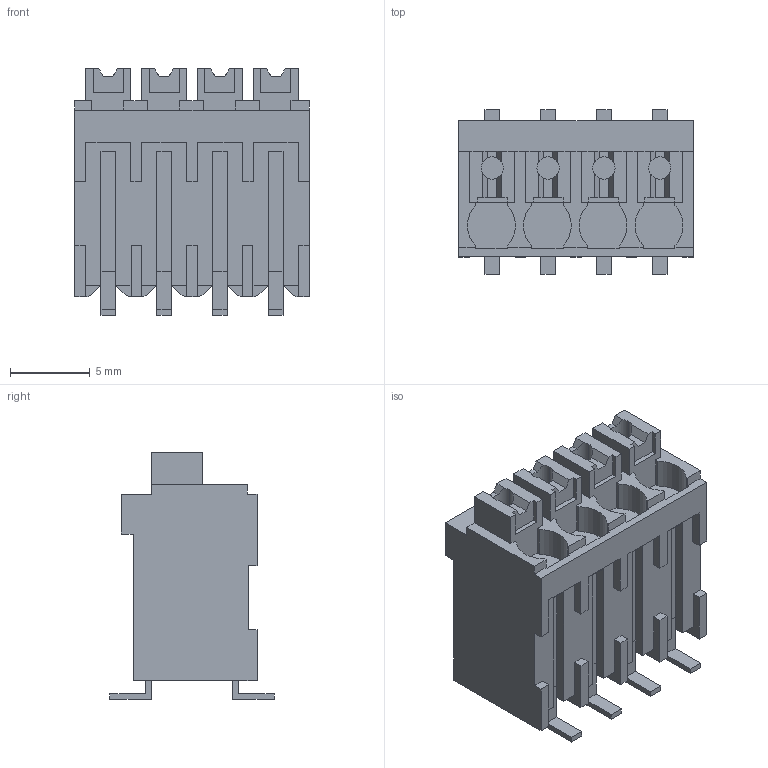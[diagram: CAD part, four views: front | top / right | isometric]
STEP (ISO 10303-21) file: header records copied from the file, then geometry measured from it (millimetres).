
FILE_DESCRIPTION(('CATIA V5 STEP Exchange','CAx-IF Rec.Pracs.--- Model Styling and Organization---1.2---2011-12-15'),'2;1');
FILE_NAME ('D1452578_0_1507370000_1507370000.stp','2018-03-23T15:00:53+00:00',('none'),('Weidmueller'),'CATIA Version 5-6 Release 2014','CATIA V5 STEP AP214','none');
FILE_SCHEMA(('AUTOMOTIVE_DESIGN { 1 0 10303 214 1 1 1 1 }'));
Length unit declared in the file: millimetre
Products named in the file (1): 1507370000
Bounding box: 14.7 x 10.3 x 15.46 mm (x, y, z)
Volume: 1178.5 mm3; surface area: 1472.1 mm2
Topology: 13 solids, 13 shells, 336 faces, 956 edges, 642 vertices
Faces by surface type: plane 320, cylinder 16
Entity records: 10225 total; most frequent: CARTESIAN_POINT 2044, ORIENTED_EDGE 1912, DIRECTION 1310, EDGE_CURVE 956, VECTOR 892, LINE 892, VERTEX_POINT 642, EDGE_LOOP 340
